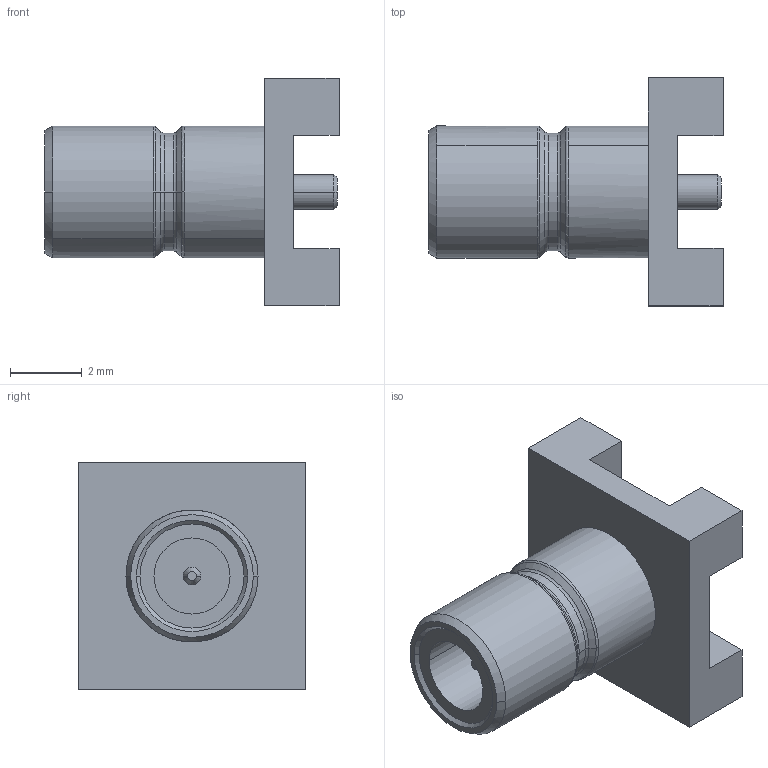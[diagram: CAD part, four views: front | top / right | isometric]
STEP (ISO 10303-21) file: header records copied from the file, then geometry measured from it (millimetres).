
FILE_DESCRIPTION((''),'2;1');
FILE_NAME('903-1021J-51P_SW0001','2025-08-06T16:05:03',('RF Design'),(''),'CREO PARAMETRIC BY PTC INC, 2025010','CREO PARAMETRIC BY PTC INC, 2025010','');
FILE_SCHEMA(('CONFIG_CONTROL_DESIGN'));
Length unit declared in the file: millimetre
Products named in the file (1): 903-1021J-51P_SW0001
Bounding box: 8.2 x 6.35 x 6.35 mm (x, y, z)
Volume: 97.2 mm3; surface area: 235.8 mm2
Topology: 1 solids, 1 shells, 58 faces, 134 edges, 84 vertices
Faces by surface type: plane 24, cone 14, cylinder 12, torus 8
Entity records: 1688 total; most frequent: DIRECTION 310, CARTESIAN_POINT 276, ORIENTED_EDGE 268, EDGE_CURVE 134, AXIS2_PLACEMENT_3D 118, VERTEX_POINT 84, VECTOR 74, LINE 74
